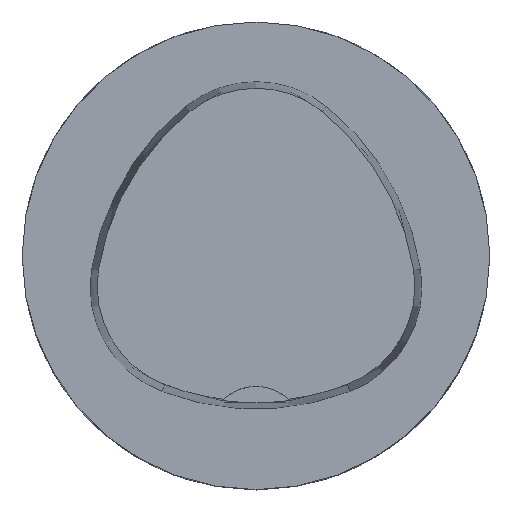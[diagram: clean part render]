
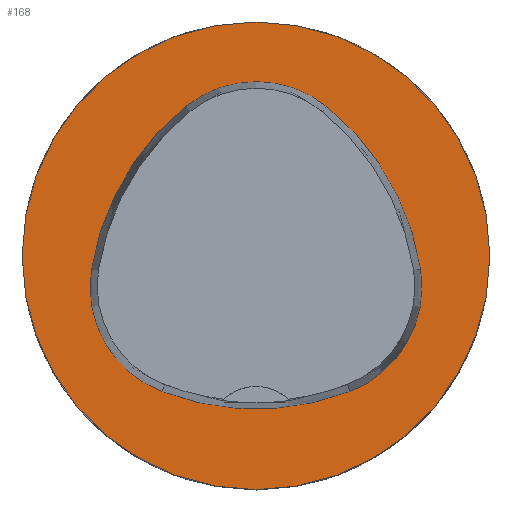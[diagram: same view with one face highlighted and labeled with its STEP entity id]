
A CAD part, top view. The second image highlights one B-rep face of the part: STEP entity #168.
In plain terms, the highlighted planar face has unit normal (0, 0, 1).
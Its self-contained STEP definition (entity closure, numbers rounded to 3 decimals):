
#137=PLANE('',#734);
#168=ADVANCED_FACE('',(#215,#216),#137,.T.);
#215=FACE_BOUND('',#284,.T.);
#216=FACE_BOUND('',#285,.T.);
#284=EDGE_LOOP('',(#403,#404,#405,#406,#407,#408));
#285=EDGE_LOOP('',(#409));
#403=ORIENTED_EDGE('',*,*,#569,.T.);
#404=ORIENTED_EDGE('',*,*,#567,.T.);
#405=ORIENTED_EDGE('',*,*,#565,.T.);
#406=ORIENTED_EDGE('',*,*,#563,.T.);
#407=ORIENTED_EDGE('',*,*,#561,.T.);
#408=ORIENTED_EDGE('',*,*,#559,.T.);
#409=ORIENTED_EDGE('',*,*,#582,.F.);
#499=VERTEX_POINT('',#1063);
#500=VERTEX_POINT('',#1065);
#501=VERTEX_POINT('',#1069);
#502=VERTEX_POINT('',#1073);
#503=VERTEX_POINT('',#1077);
#504=VERTEX_POINT('',#1081);
#513=VERTEX_POINT('',#1113);
#559=EDGE_CURVE('',#500,#499,#629,.T.);
#561=EDGE_CURVE('',#501,#500,#630,.T.);
#563=EDGE_CURVE('',#502,#501,#631,.T.);
#565=EDGE_CURVE('',#503,#502,#632,.T.);
#567=EDGE_CURVE('',#504,#503,#633,.T.);
#569=EDGE_CURVE('',#499,#504,#634,.T.);
#582=EDGE_CURVE('',#513,#513,#635,.T.);
#629=CIRCLE('',#711,28.);
#630=CIRCLE('',#713,12.);
#631=CIRCLE('',#715,28.);
#632=CIRCLE('',#717,12.);
#633=CIRCLE('',#719,28.);
#634=CIRCLE('',#721,12.);
#635=CIRCLE('',#733,25.);
#711=AXIS2_PLACEMENT_3D('',#1064,#842,#843);
#713=AXIS2_PLACEMENT_3D('',#1068,#847,#848);
#715=AXIS2_PLACEMENT_3D('',#1072,#852,#853);
#717=AXIS2_PLACEMENT_3D('',#1076,#857,#858);
#719=AXIS2_PLACEMENT_3D('',#1080,#862,#863);
#721=AXIS2_PLACEMENT_3D('',#1084,#867,#868);
#733=AXIS2_PLACEMENT_3D('',#1112,#899,#900);
#734=AXIS2_PLACEMENT_3D('',#1114,#901,#902);
#842=DIRECTION('',(0.,0.,-1.));
#843=DIRECTION('',(-1.,0.,0.));
#847=DIRECTION('',(0.,0.,-1.));
#848=DIRECTION('',(-1.,0.,0.));
#852=DIRECTION('',(0.,0.,-1.));
#853=DIRECTION('',(-1.,0.,0.));
#857=DIRECTION('',(0.,0.,-1.));
#858=DIRECTION('',(-1.,0.,0.));
#862=DIRECTION('',(0.,0.,-1.));
#863=DIRECTION('',(-1.,0.,0.));
#867=DIRECTION('',(0.,0.,-1.));
#868=DIRECTION('',(-1.,0.,0.));
#899=DIRECTION('',(0.,0.,-1.));
#900=DIRECTION('',(-1.,0.,0.));
#901=DIRECTION('',(0.,0.,1.));
#902=DIRECTION('',(1.,0.,0.));
#1063=CARTESIAN_POINT('',(-10.025,-14.516,0.));
#1064=CARTESIAN_POINT('',(-0.01,11.631,0.));
#1065=CARTESIAN_POINT('',(10.05,-14.499,0.));
#1068=CARTESIAN_POINT('',(5.739,-3.3,0.));
#1069=CARTESIAN_POINT('',(17.59,-1.418,0.));
#1072=CARTESIAN_POINT('',(-10.063,-5.81,0.));
#1073=CARTESIAN_POINT('',(7.567,15.942,0.));
#1076=CARTESIAN_POINT('',(0.011,6.62,0.));
#1077=CARTESIAN_POINT('',(-7.531,15.953,0.));
#1080=CARTESIAN_POINT('',(10.068,-5.824,0.));
#1081=CARTESIAN_POINT('',(-17.584,-1.424,0.));
#1084=CARTESIAN_POINT('',(-5.733,-3.31,0.));
#1112=CARTESIAN_POINT('',(0.,0.,0.));
#1113=CARTESIAN_POINT('',(-25.,0.,0.));
#1114=CARTESIAN_POINT('',(0.,0.,0.));
